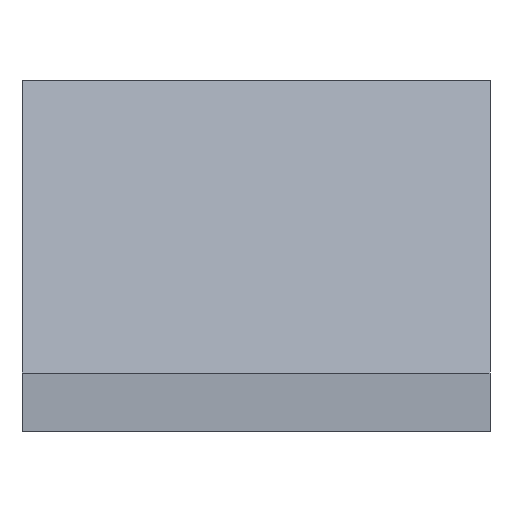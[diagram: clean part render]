
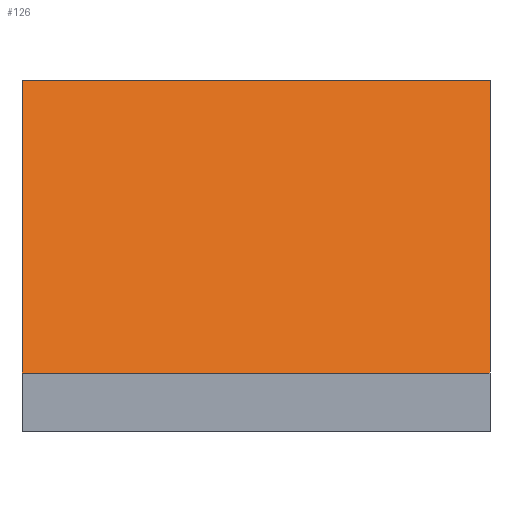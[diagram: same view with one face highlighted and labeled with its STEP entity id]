
A CAD part, left-side view. The second image highlights one B-rep face of the part: STEP entity #126.
In plain terms, the highlighted planar face has unit normal (-0.956, 0, 0.292).
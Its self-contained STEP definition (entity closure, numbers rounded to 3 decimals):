
#86 = ORIENTED_EDGE ( 'NONE', *, *, #835, .F. ) ;
#92 = DIRECTION ( 'NONE',  ( 0., -1., 0. ) ) ;
#110 = VERTEX_POINT ( 'NONE', #1182 ) ;
#126 = ADVANCED_FACE ( 'NONE', ( #1078 ), #1797, .T. ) ;
#148 = CARTESIAN_POINT ( 'NONE',  ( -34.163, 20., 40.445 ) ) ;
#170 = VERTEX_POINT ( 'NONE', #1221 ) ;
#220 = DIRECTION ( 'NONE',  ( 0., -1., 0. ) ) ;
#250 = CARTESIAN_POINT ( 'NONE',  ( -45., -20., 5. ) ) ;
#270 = CARTESIAN_POINT ( 'NONE',  ( -37.357, -20., 30. ) ) ;
#301 = DIRECTION ( 'NONE',  ( 0.292, 0., 0.956 ) ) ;
#402 = EDGE_LOOP ( 'NONE', ( #86, #769, #1410, #1834 ) ) ;
#548 = CARTESIAN_POINT ( 'NONE',  ( -45., -20., 5. ) ) ;
#705 = LINE ( 'NONE', #148, #1206 ) ;
#706 = EDGE_CURVE ( 'NONE', #110, #170, #705, .T. ) ;
#769 = ORIENTED_EDGE ( 'NONE', *, *, #1270, .F. ) ;
#789 = LINE ( 'NONE', #1658, #1005 ) ;
#835 = EDGE_CURVE ( 'NONE', #1751, #1746, #1618, .T. ) ;
#868 = DIRECTION ( 'NONE',  ( 0., 1., 0. ) ) ;
#939 = DIRECTION ( 'NONE',  ( -0.292, 0., -0.956 ) ) ;
#1005 = VECTOR ( 'NONE', #868, 1000. ) ;
#1078 = FACE_OUTER_BOUND ( 'NONE', #402, .T. ) ;
#1117 = EDGE_CURVE ( 'NONE', #1746, #110, #789, .T. ) ;
#1182 = CARTESIAN_POINT ( 'NONE',  ( -45., 20., 5. ) ) ;
#1206 = VECTOR ( 'NONE', #301, 1000. ) ;
#1207 = LINE ( 'NONE', #270, #1738 ) ;
#1221 = CARTESIAN_POINT ( 'NONE',  ( -37.357, 20., 30. ) ) ;
#1270 = EDGE_CURVE ( 'NONE', #170, #1751, #1207, .T. ) ;
#1410 = ORIENTED_EDGE ( 'NONE', *, *, #706, .F. ) ;
#1618 = LINE ( 'NONE', #250, #1939 ) ;
#1658 = CARTESIAN_POINT ( 'NONE',  ( -45., 20., 5. ) ) ;
#1735 = AXIS2_PLACEMENT_3D ( 'NONE', #548, #1998, #220 ) ;
#1738 = VECTOR ( 'NONE', #92, 1000. ) ;
#1746 = VERTEX_POINT ( 'NONE', #2028 ) ;
#1751 = VERTEX_POINT ( 'NONE', #1873 ) ;
#1797 = PLANE ( 'NONE',  #1735 ) ;
#1834 = ORIENTED_EDGE ( 'NONE', *, *, #1117, .F. ) ;
#1873 = CARTESIAN_POINT ( 'NONE',  ( -37.357, -20., 30. ) ) ;
#1939 = VECTOR ( 'NONE', #939, 1000. ) ;
#1998 = DIRECTION ( 'NONE',  ( -0.956, 0., 0.292 ) ) ;
#2028 = CARTESIAN_POINT ( 'NONE',  ( -45., -20., 5. ) ) ;
